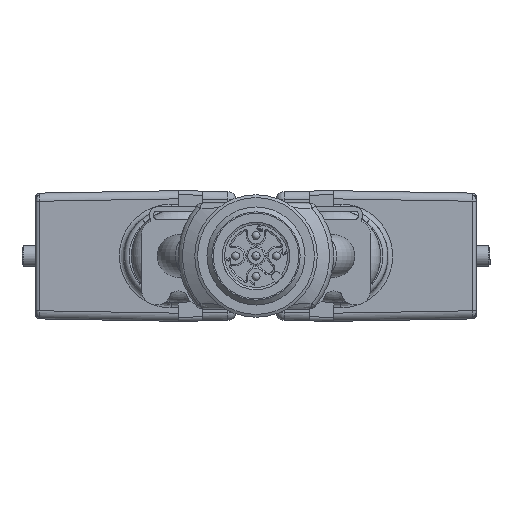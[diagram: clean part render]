
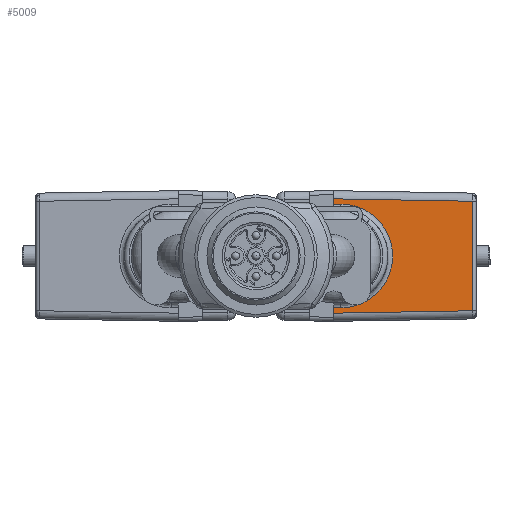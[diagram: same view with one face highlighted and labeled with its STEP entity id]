
A CAD part, front view. The second image highlights one B-rep face of the part: STEP entity #5009.
In plain terms, the highlighted planar face has unit normal (0.018, -1, 0).
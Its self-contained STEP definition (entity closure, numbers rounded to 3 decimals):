
#42=ELLIPSE('',#17497,6.351,6.35);
#828=FACE_OUTER_BOUND('',#6655,.T.);
#1370=PLANE('',#17498);
#2523=LINE('',#29089,#3847);
#2524=LINE('',#29091,#3848);
#2525=LINE('',#29093,#3849);
#2526=LINE('',#29095,#3850);
#2527=LINE('',#29097,#3851);
#2528=LINE('',#29099,#3852);
#2529=LINE('',#29101,#3853);
#3847=VECTOR('',#20979,1.);
#3848=VECTOR('',#20980,1.);
#3849=VECTOR('',#20981,1.);
#3850=VECTOR('',#20982,1.);
#3851=VECTOR('',#20983,1.);
#3852=VECTOR('',#20984,1.);
#3853=VECTOR('',#20985,1.);
#5009=ADVANCED_FACE('',(#828),#1370,.F.);
#6655=EDGE_LOOP('',(#9855,#9856,#9857,#9858,#9859,#9860,#9861,#9862));
#9855=ORIENTED_EDGE('',*,*,#14713,.T.);
#9856=ORIENTED_EDGE('',*,*,#14714,.T.);
#9857=ORIENTED_EDGE('',*,*,#14715,.T.);
#9858=ORIENTED_EDGE('',*,*,#14716,.T.);
#9859=ORIENTED_EDGE('',*,*,#14717,.T.);
#9860=ORIENTED_EDGE('',*,*,#14718,.T.);
#9861=ORIENTED_EDGE('',*,*,#14719,.T.);
#9862=ORIENTED_EDGE('',*,*,#14720,.T.);
#12737=VERTEX_POINT('',#29087);
#12738=VERTEX_POINT('',#29088);
#12739=VERTEX_POINT('',#29090);
#12740=VERTEX_POINT('',#29092);
#12741=VERTEX_POINT('',#29094);
#12742=VERTEX_POINT('',#29096);
#12743=VERTEX_POINT('',#29098);
#12744=VERTEX_POINT('',#29100);
#14713=EDGE_CURVE('',#12737,#12738,#42,.T.);
#14714=EDGE_CURVE('',#12738,#12739,#2523,.T.);
#14715=EDGE_CURVE('',#12739,#12740,#2524,.T.);
#14716=EDGE_CURVE('',#12740,#12741,#2525,.T.);
#14717=EDGE_CURVE('',#12741,#12742,#2526,.T.);
#14718=EDGE_CURVE('',#12742,#12743,#2527,.T.);
#14719=EDGE_CURVE('',#12743,#12744,#2528,.T.);
#14720=EDGE_CURVE('',#12744,#12737,#2529,.T.);
#17497=AXIS2_PLACEMENT_3D('',#29086,#20977,#20978);
#17498=AXIS2_PLACEMENT_3D('',#29102,#20986,#20987);
#20977=DIRECTION('',(-0.017,1.,0.));
#20978=DIRECTION('',(1.,0.017,0.));
#20979=DIRECTION('',(-1.,-0.017,0.));
#20980=DIRECTION('',(0.,0.,-1.));
#20981=DIRECTION('',(1.,0.017,0.017));
#20982=DIRECTION('',(0.,0.,1.));
#20983=DIRECTION('',(-1.,-0.017,0.017));
#20984=DIRECTION('',(0.,0.,-1.));
#20985=DIRECTION('',(1.,0.017,0.));
#20986=DIRECTION('',(-0.017,1.,0.));
#20987=DIRECTION('',(-1.,-0.017,0.));
#29086=CARTESIAN_POINT('',(78.075,41.772,0.));
#29087=CARTESIAN_POINT('',(78.075,41.772,6.35));
#29088=CARTESIAN_POINT('',(78.075,41.772,-6.35));
#29089=CARTESIAN_POINT('',(69.937,41.63,-6.35));
#29090=CARTESIAN_POINT('',(77.186,41.756,-6.35));
#29091=CARTESIAN_POINT('',(77.186,41.756,-5.75));
#29092=CARTESIAN_POINT('',(77.186,41.756,-7.));
#29093=CARTESIAN_POINT('',(94.618,42.061,-6.696));
#29094=CARTESIAN_POINT('',(94.243,42.054,-6.702));
#29095=CARTESIAN_POINT('',(94.243,42.054,8.));
#29096=CARTESIAN_POINT('',(94.243,42.054,6.702));
#29097=CARTESIAN_POINT('',(77.168,41.756,7.));
#29098=CARTESIAN_POINT('',(77.186,41.756,7.));
#29099=CARTESIAN_POINT('',(77.186,41.756,7.5));
#29100=CARTESIAN_POINT('',(77.186,41.756,6.35));
#29101=CARTESIAN_POINT('',(69.937,41.63,6.35));
#29102=CARTESIAN_POINT('',(69.937,41.63,8.));
